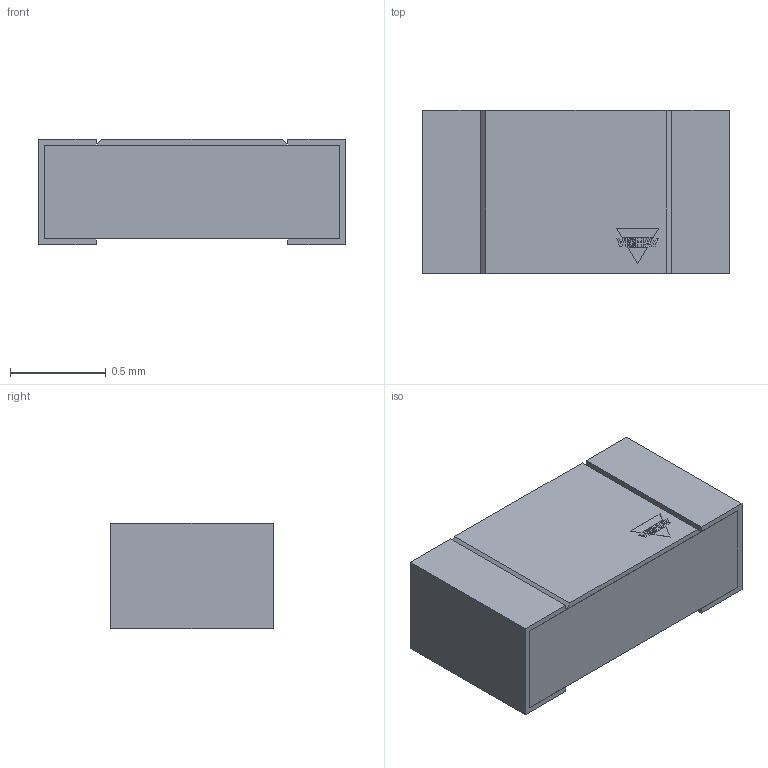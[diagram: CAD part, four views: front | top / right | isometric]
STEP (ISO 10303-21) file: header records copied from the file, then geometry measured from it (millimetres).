
FILE_DESCRIPTION(/* description */ (''),/* implementation_level */ '2;1');
FILE_NAME(/* name */ 'Vishay Chip Resistor 0603 (1608 Metric).stp',/* time_stamp */ '2020-06-24T23:01:05-04:00',/* author */ ('Julio Mora'),/* organization */ (''),/* preprocessor_version */ 'ST-DEVELOPER v18.1',/* originating_system */ 'Autodesk Inventor 2021',/* authorisation */ '');
FILE_SCHEMA (('AUTOMOTIVE_DESIGN { 1 0 10303 214 3 1 1 }'));
Length unit declared in the file: inch
Products named in the file (5): Vishay Chip Resistor 0603 (1608 Metric); Sides; Core; Top; Vishay Logo
Assembly tree (4 placements, depth 2):
  Vishay Chip Resistor 0603 (1608 Metric)
    Sides
    Core
    Top
    Vishay Logo
Bounding box: 1.6 x 0.85 x 0.55 mm (x, y, z)
Volume: 0.7 mm3; surface area: 10.7 mm2
Topology: 12 solids, 12 shells, 112 faces, 262 edges, 174 vertices
Faces by surface type: plane 100, bspline 12
Entity records: 3508 total; most frequent: CARTESIAN_POINT 681, ORIENTED_EDGE 524, DIRECTION 472, EDGE_CURVE 262, LINE 238, VECTOR 238, VERTEX_POINT 174, STYLED_ITEM 124
